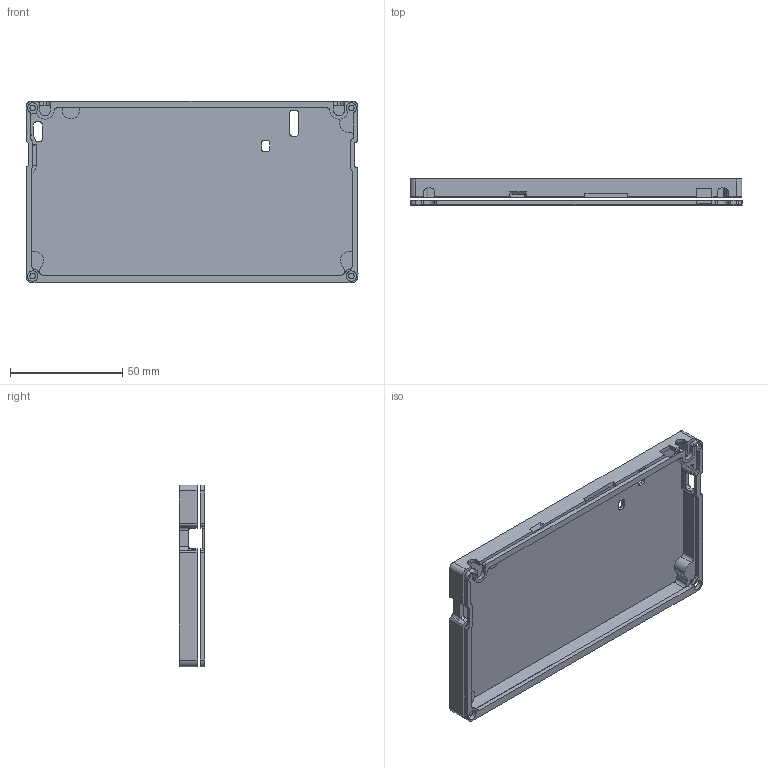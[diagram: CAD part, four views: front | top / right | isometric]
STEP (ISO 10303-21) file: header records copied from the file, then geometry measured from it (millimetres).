
FILE_DESCRIPTION(/* description */ ('CAx-IF Rec.Pracs.---Representation and Presentation of Product Manufacturing Information (PMI)---4.0---2014-10-13','CAx-IF Rec.Pracs.---3D Tessellated Geometry---0.4---2014-09-14','2;1'),/* implementation_level */ '2;1');
FILE_NAME(/* name */ 'Supercon Badge 2025_Sept 17',/* time_stamp */ '2025-10-24T10:59:57-07:00',/* author */ (''),/* organization */ (''),/* preprocessor_version */ 'ST-DEVELOPER v20',/* originating_system */ 'SIEMENS PLM Software NX2312.7001',/* authorisation */ $);
FILE_SCHEMA (('AP242_MANAGED_MODEL_BASED_3D_ENGINEERING_MIM_LF { 1 0 10303 442 3 1 4 }'));
Length unit declared in the file: millimetre
Products named in the file (4): Supercon Badge 2025_Sept 17; Back_cover; Front_Frame; Back_frame
Assembly tree (3 placements, depth 2):
  Supercon Badge 2025_Sept 17
    Back_cover
    Front_Frame
    Back_frame
Bounding box: 148 x 11.51 x 81 mm (x, y, z)
Volume: 26602.6 mm3; surface area: 37588.6 mm2
Topology: 3 solids, 3 shells, 279 faces, 922 edges, 715 vertices
Faces by surface type: plane 137, cylinder 102, bspline 40
Full cylindrical faces by diameter (mm): 2.5 x4, 4 x4, 4.5 x4, 4.65 x2, 4.8 x4
Entity records: 11489 total; most frequent: CARTESIAN_POINT 3147, ORIENTED_EDGE 1624, DIRECTION 1532, EDGE_CURVE 812, VERTEX_POINT 558, AXIS2_PLACEMENT_3D 547, LINE 438, VECTOR 438
